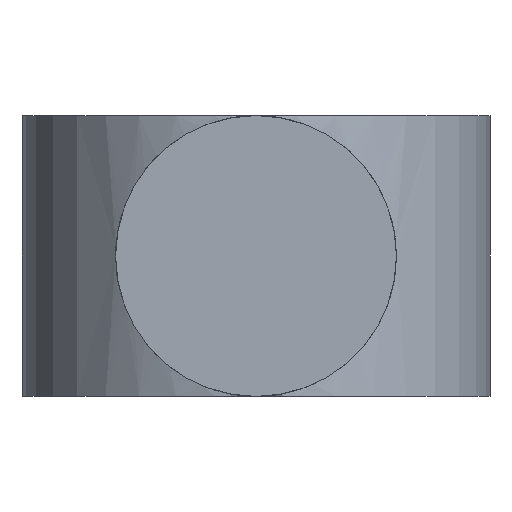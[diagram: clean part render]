
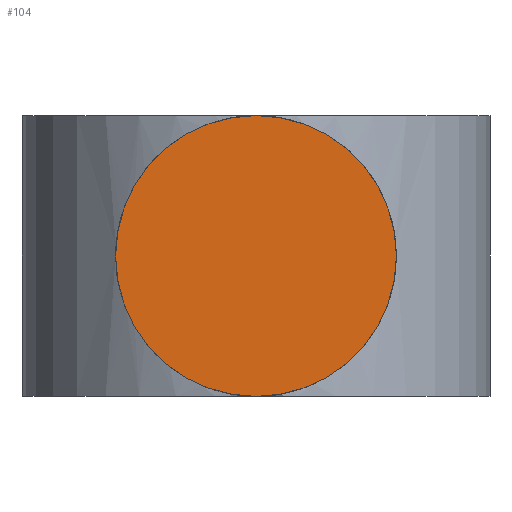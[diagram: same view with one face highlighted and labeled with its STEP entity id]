
A CAD part, left-side view. The second image highlights one B-rep face of the part: STEP entity #104.
In plain terms, the highlighted planar face has unit normal (-1, 0, 0).
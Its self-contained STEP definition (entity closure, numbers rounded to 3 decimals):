
#17=PLANE('',#127);
#21=FACE_OUTER_BOUND('',#28,.T.);
#28=EDGE_LOOP('',(#77));
#41=CIRCLE('',#128,15.);
#56=VERTEX_POINT('',#208);
#64=EDGE_CURVE('',#56,#56,#41,.T.);
#77=ORIENTED_EDGE('',*,*,#64,.T.);
#104=ADVANCED_FACE('',(#21),#17,.F.);
#127=AXIS2_PLACEMENT_3D('',#207,#147,#148);
#128=AXIS2_PLACEMENT_3D('',#209,#149,#150);
#147=DIRECTION('center_axis',(1.,0.,0.));
#148=DIRECTION('ref_axis',(0.,0.,
-1.));
#149=DIRECTION('center_axis',(-1.,0.,0.));
#150=DIRECTION('ref_axis',(0.,-1.,0.));
#207=CARTESIAN_POINT('Origin',(-600.,0.,0.));
#208=CARTESIAN_POINT('',(-600.,15.,0.));
#209=CARTESIAN_POINT('Origin',(-600.,0.,
0.));
